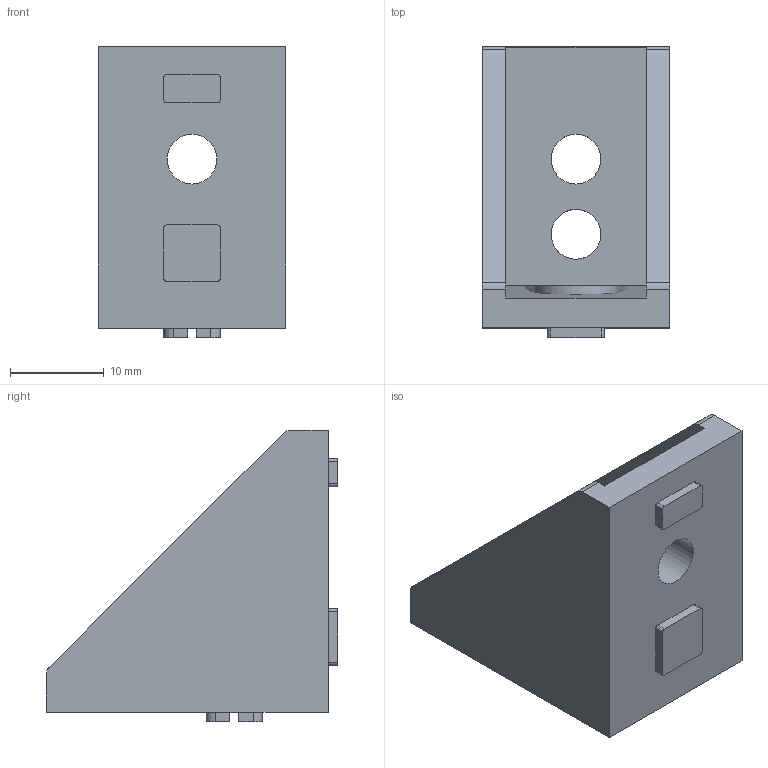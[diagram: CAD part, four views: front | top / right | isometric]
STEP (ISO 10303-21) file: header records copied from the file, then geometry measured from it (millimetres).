
FILE_DESCRIPTION( ( 'STEP AP214' ), '1' );
FILE_NAME( 'HBLFSN5.stp', '2019-05-04T15:29:57', ( '' ), ( '' ), ' ', 'PARTsolutions', ' ' );
FILE_SCHEMA( ( 'AUTOMOTIVE_DESIGN { 1 0 10303 214 1 1 1 1 }' ) );
Length unit declared in the file: millimetre
Products named in the file (2): HBLFSN5; _HBLFSN5h5
Assembly tree (1 placements, depth 2):
  HBLFSN5
    _HBLFSN5h5
Bounding box: 20 x 31 x 31 mm (x, y, z)
Volume: 6195.7 mm3; surface area: 4328.7 mm2
Topology: 1 solids, 1 shells, 65 faces, 180 edges, 120 vertices
Faces by surface type: plane 46, cylinder 19
Full cylindrical faces by diameter (mm): 5.3 x3
Entity records: 2627 total; most frequent: CARTESIAN_POINT 362, DIRECTION 357, ORIENTED_EDGE 352, EDGE_CURVE 176, LINE 129, VECTOR 129, VERTEX_POINT 119, AXIS2_PLACEMENT_3D 114
